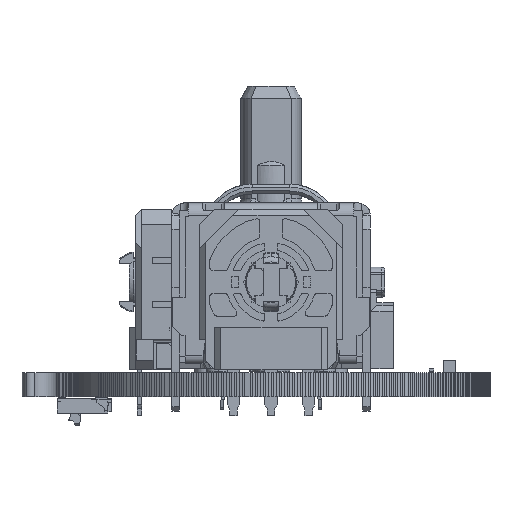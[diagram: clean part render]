
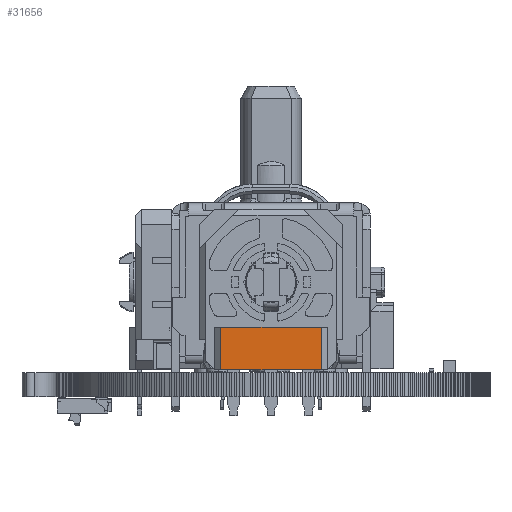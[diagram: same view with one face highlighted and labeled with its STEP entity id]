
A CAD part, left-side view. The second image highlights one B-rep face of the part: STEP entity #31656.
In plain terms, the highlighted face is planar.
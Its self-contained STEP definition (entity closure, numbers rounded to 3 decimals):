
#30362 = VERTEX_POINT('',#30363);
#30363 = CARTESIAN_POINT('',(3.325,9.375,0.15));
#30371 = EDGE_CURVE('',#30372,#30362,#30374,.T.);
#30372 = VERTEX_POINT('',#30373);
#30373 = CARTESIAN_POINT('',(3.325,9.375,2.95));
#30374 = LINE('',#30375,#30376);
#30375 = CARTESIAN_POINT('',(3.325,9.375,0.15));
#30376 = VECTOR('',#30377,1.);
#30377 = DIRECTION('',(0.,0.,-1.));
#30404 = VERTEX_POINT('',#30405);
#30405 = CARTESIAN_POINT('',(-3.325,9.375,0.15));
#30420 = VERTEX_POINT('',#30421);
#30421 = CARTESIAN_POINT('',(-3.325,9.375,2.95));
#30427 = EDGE_CURVE('',#30404,#30420,#30428,.T.);
#30428 = LINE('',#30429,#30430);
#30429 = CARTESIAN_POINT('',(-3.325,9.375,2.95));
#30430 = VECTOR('',#30431,1.);
#30431 = DIRECTION('',(0.,0.,1.));
#31656 = ADVANCED_FACE('',(#31657),#31673,.T.);
#31657 = FACE_BOUND('',#31658,.T.);
#31658 = EDGE_LOOP('',(#31659,#31665,#31666,#31672));
#31659 = ORIENTED_EDGE('',*,*,#31660,.T.);
#31660 = EDGE_CURVE('',#30362,#30404,#31661,.T.);
#31661 = LINE('',#31662,#31663);
#31662 = CARTESIAN_POINT('',(3.725,9.375,0.15));
#31663 = VECTOR('',#31664,1.);
#31664 = DIRECTION('',(-1.,0.,0.));
#31665 = ORIENTED_EDGE('',*,*,#30427,.T.);
#31666 = ORIENTED_EDGE('',*,*,#31667,.T.);
#31667 = EDGE_CURVE('',#30420,#30372,#31668,.T.);
#31668 = LINE('',#31669,#31670);
#31669 = CARTESIAN_POINT('',(4.725,9.375,2.95));
#31670 = VECTOR('',#31671,1.);
#31671 = DIRECTION('',(1.,0.,0.));
#31672 = ORIENTED_EDGE('',*,*,#30371,.T.);
#31673 = PLANE('',#31674);
#31674 = AXIS2_PLACEMENT_3D('',#31675,#31676,#31677);
#31675 = CARTESIAN_POINT('',(4.725,9.375,0.15));
#31676 = DIRECTION('',(0.,1.,0.));
#31677 = DIRECTION('',(-1.,0.,0.));
